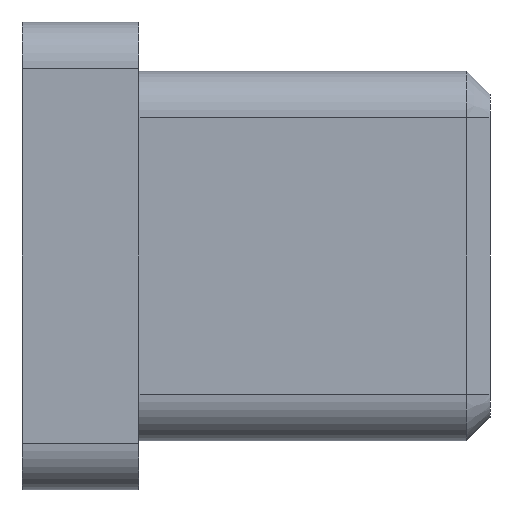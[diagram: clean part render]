
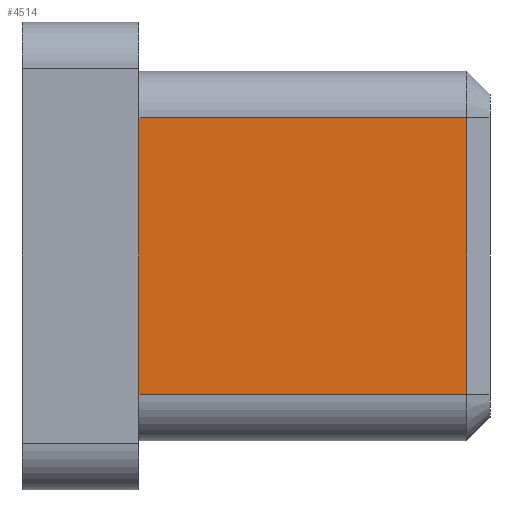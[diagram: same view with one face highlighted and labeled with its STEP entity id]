
A CAD part, left-side view. The second image highlights one B-rep face of the part: STEP entity #4514.
In plain terms, the highlighted planar face has unit normal (-1, 0, 0).
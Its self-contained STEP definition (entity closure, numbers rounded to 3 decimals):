
#533 = VECTOR ( 'NONE', #15882, 1000. ) ;
#906 = VERTEX_POINT ( 'NONE', #15407 ) ;
#1203 = LINE ( 'NONE', #16691, #8176 ) ;
#2762 = VERTEX_POINT ( 'NONE', #7443 ) ;
#3343 = CARTESIAN_POINT ( 'NONE',  ( -7.9, -15., -5.9 ) ) ;
#3414 = CARTESIAN_POINT ( 'NONE',  ( -7.9, 0., 5.9 ) ) ;
#3569 = LINE ( 'NONE', #3343, #533 ) ;
#3778 = DIRECTION ( 'NONE',  ( 0., 0., -1. ) ) ;
#3784 = VERTEX_POINT ( 'NONE', #3414 ) ;
#4149 = VERTEX_POINT ( 'NONE', #14046 ) ;
#4514 = ADVANCED_FACE ( 'NONE', ( #5427 ), #7796, .F. ) ;
#4742 = ORIENTED_EDGE ( 'NONE', *, *, #10544, .T. ) ;
#5427 = FACE_OUTER_BOUND ( 'NONE', #14137, .T. ) ;
#5817 = ORIENTED_EDGE ( 'NONE', *, *, #17749, .T. ) ;
#6082 = ORIENTED_EDGE ( 'NONE', *, *, #7816, .T. ) ;
#6243 = LINE ( 'NONE', #11825, #15445 ) ;
#6672 = LINE ( 'NONE', #13305, #15649 ) ;
#7301 = EDGE_CURVE ( 'NONE', #3784, #4149, #6243, .T. ) ;
#7443 = CARTESIAN_POINT ( 'NONE',  ( -7.9, -14., -5.9 ) ) ;
#7600 = DIRECTION ( 'NONE',  ( 0., 0., -1. ) ) ;
#7796 = PLANE ( 'NONE',  #11114 ) ;
#7816 = EDGE_CURVE ( 'NONE', #2762, #906, #6672, .T. ) ;
#8176 = VECTOR ( 'NONE', #9552, 1000. ) ;
#9552 = DIRECTION ( 'NONE',  ( 0., 1., 0. ) ) ;
#10544 = EDGE_CURVE ( 'NONE', #4149, #2762, #3569, .T. ) ;
#11114 = AXIS2_PLACEMENT_3D ( 'NONE', #16315, #13634, #3778 ) ;
#11825 = CARTESIAN_POINT ( 'NONE',  ( -7.9, 0., 7.9 ) ) ;
#13305 = CARTESIAN_POINT ( 'NONE',  ( -7.9, -14., 5.9 ) ) ;
#13634 = DIRECTION ( 'NONE',  ( 1., 0., 0. ) ) ;
#14046 = CARTESIAN_POINT ( 'NONE',  ( -7.9, 0., -5.9 ) ) ;
#14137 = EDGE_LOOP ( 'NONE', ( #4742, #6082, #5817, #16755 ) ) ;
#15407 = CARTESIAN_POINT ( 'NONE',  ( -7.9, -14., 5.9 ) ) ;
#15445 = VECTOR ( 'NONE', #7600, 1000. ) ;
#15649 = VECTOR ( 'NONE', #16028, 1000. ) ;
#15882 = DIRECTION ( 'NONE',  ( 0., -1., 0. ) ) ;
#16028 = DIRECTION ( 'NONE',  ( 0., 0., 1. ) ) ;
#16315 = CARTESIAN_POINT ( 'NONE',  ( -7.9, -15., 7.9 ) ) ;
#16691 = CARTESIAN_POINT ( 'NONE',  ( -7.9, -15., 5.9 ) ) ;
#16755 = ORIENTED_EDGE ( 'NONE', *, *, #7301, .T. ) ;
#17749 = EDGE_CURVE ( 'NONE', #906, #3784, #1203, .T. ) ;
